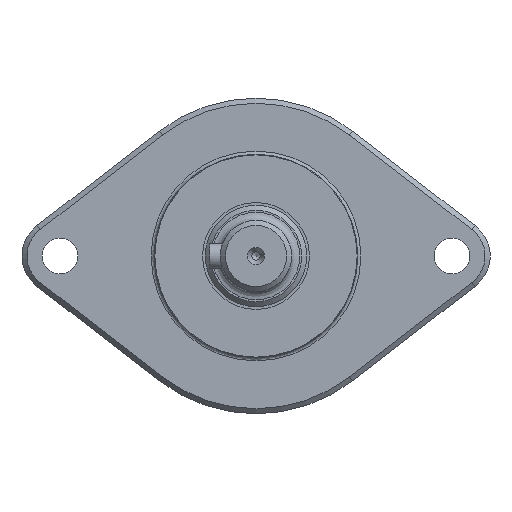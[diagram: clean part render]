
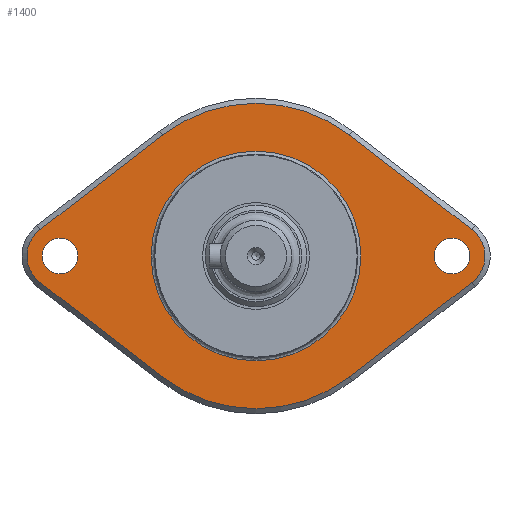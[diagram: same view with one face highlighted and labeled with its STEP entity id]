
A CAD part, left-side view. The second image highlights one B-rep face of the part: STEP entity #1400.
In plain terms, the highlighted planar face has unit normal (-1, 0, 0).
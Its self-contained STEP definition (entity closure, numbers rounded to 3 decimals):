
#1268=CARTESIAN_POINT('',(-174.6,0.,20.6));
#1269=VERTEX_POINT('',#1268);
#1270=CARTESIAN_POINT('',(-174.6,0.,0.));
#1271=DIRECTION('',(-1.0,0.0,0.0));
#1272=DIRECTION('',(0.0,0.0,-1.0));
#1273=AXIS2_PLACEMENT_3D('',#1270,#1271,#1272);
#1274=CIRCLE('',#1273,20.6);
#1275=EDGE_CURVE('',#1269,#1269,#1274,.T.);
#1300=CARTESIAN_POINT('',(-174.6,0.,0.));
#1301=DIRECTION('',(-1.0,0.0,0.0));
#1302=DIRECTION('',(0.0,0.0,1.0));
#1303=AXIS2_PLACEMENT_3D('',#1300,#1301,#1302);
#1304=PLANE('',#1303);
#1305=CARTESIAN_POINT('',(-174.6,42.468,5.149));
#1306=VERTEX_POINT('',#1305);
#1307=CARTESIAN_POINT('',(-174.6,18.312,23.763));
#1308=VERTEX_POINT('',#1307);
#1309=CARTESIAN_POINT('',(-174.6,42.468,5.149));
#1310=DIRECTION('',(0.0,-0.792,0.61));
#1311=VECTOR('',#1310,30.496);
#1312=LINE('',#1309,#1311);
#1313=EDGE_CURVE('',#1306,#1308,#1312,.T.);
#1314=ORIENTED_EDGE('',*,*,#1313,.F.);
#1315=CARTESIAN_POINT('',(-174.6,42.468,-5.149));
#1316=VERTEX_POINT('',#1315);
#1317=CARTESIAN_POINT('',(-174.6,38.5,0.));
#1318=DIRECTION('',(1.,0.,0.));
#1319=DIRECTION('',(0.,0.61,0.792));
#1320=AXIS2_PLACEMENT_3D('',#1317,#1318,#1319);
#1321=CIRCLE('',#1320,6.5);
#1322=EDGE_CURVE('',#1316,#1306,#1321,.T.);
#1323=ORIENTED_EDGE('',*,*,#1322,.F.);
#1324=CARTESIAN_POINT('',(-174.6,18.312,-23.763));
#1325=VERTEX_POINT('',#1324);
#1326=CARTESIAN_POINT('',(-174.6,18.312,-23.763));
#1327=DIRECTION('',(0.0,0.792,0.61));
#1328=VECTOR('',#1327,30.496);
#1329=LINE('',#1326,#1328);
#1330=EDGE_CURVE('',#1325,#1316,#1329,.T.);
#1331=ORIENTED_EDGE('',*,*,#1330,.F.);
#1332=CARTESIAN_POINT('',(-174.6,-18.312,-23.763));
#1333=VERTEX_POINT('',#1332);
#1334=CARTESIAN_POINT('',(-174.6,0.,0.));
#1335=DIRECTION('',(1.0,0.,0.));
#1336=DIRECTION('',(0.,0.61,-0.792));
#1337=AXIS2_PLACEMENT_3D('',#1334,#1335,#1336);
#1338=CIRCLE('',#1337,30.);
#1339=EDGE_CURVE('',#1333,#1325,#1338,.T.);
#1340=ORIENTED_EDGE('',*,*,#1339,.F.);
#1341=CARTESIAN_POINT('',(-174.6,-42.468,-5.149));
#1342=VERTEX_POINT('',#1341);
#1343=CARTESIAN_POINT('',(-174.6,-42.468,-5.149));
#1344=DIRECTION('',(0.0,0.792,-0.61));
#1345=VECTOR('',#1344,30.496);
#1346=LINE('',#1343,#1345);
#1347=EDGE_CURVE('',#1342,#1333,#1346,.T.);
#1348=ORIENTED_EDGE('',*,*,#1347,.F.);
#1349=CARTESIAN_POINT('',(-174.6,-42.468,5.149));
#1350=VERTEX_POINT('',#1349);
#1351=CARTESIAN_POINT('',(-174.6,-38.5,0.));
#1352=DIRECTION('',(1.0,0.,0.));
#1353=DIRECTION('',(0.,-0.61,-0.792));
#1354=AXIS2_PLACEMENT_3D('',#1351,#1352,#1353);
#1355=CIRCLE('',#1354,6.5);
#1356=EDGE_CURVE('',#1350,#1342,#1355,.T.);
#1357=ORIENTED_EDGE('',*,*,#1356,.F.);
#1358=CARTESIAN_POINT('',(-174.6,-18.312,23.763));
#1359=VERTEX_POINT('',#1358);
#1360=CARTESIAN_POINT('',(-174.6,-18.312,23.763));
#1361=DIRECTION('',(0.0,-0.792,-0.61));
#1362=VECTOR('',#1361,30.496);
#1363=LINE('',#1360,#1362);
#1364=EDGE_CURVE('',#1359,#1350,#1363,.T.);
#1365=ORIENTED_EDGE('',*,*,#1364,.F.);
#1366=CARTESIAN_POINT('',(-174.6,0.,0.));
#1367=DIRECTION('',(1.0,0.,0.));
#1368=DIRECTION('',(0.,-0.61,0.792));
#1369=AXIS2_PLACEMENT_3D('',#1366,#1367,#1368);
#1370=CIRCLE('',#1369,30.);
#1371=EDGE_CURVE('',#1308,#1359,#1370,.T.);
#1372=ORIENTED_EDGE('',*,*,#1371,.F.);
#1373=EDGE_LOOP('',(#1314,#1323,#1331,#1340,#1348,#1357,#1365,#1372));
#1374=FACE_OUTER_BOUND('',#1373,.T.);
#1375=CARTESIAN_POINT('',(-174.6,-38.5,3.5));
#1376=VERTEX_POINT('',#1375);
#1377=CARTESIAN_POINT('',(-174.6,-38.5,0.));
#1378=DIRECTION('',(1.0,0.0,0.0));
#1379=DIRECTION('',(0.0,0.0,1.0));
#1380=AXIS2_PLACEMENT_3D('',#1377,#1378,#1379);
#1381=CIRCLE('',#1380,3.5);
#1382=EDGE_CURVE('',#1376,#1376,#1381,.T.);
#1383=ORIENTED_EDGE('',*,*,#1382,.T.);
#1384=EDGE_LOOP('',(#1383));
#1385=FACE_BOUND('',#1384,.T.);
#1386=CARTESIAN_POINT('',(-174.6,38.5,3.5));
#1387=VERTEX_POINT('',#1386);
#1388=CARTESIAN_POINT('',(-174.6,38.5,0.));
#1389=DIRECTION('',(1.0,0.0,0.0));
#1390=DIRECTION('',(0.0,0.0,1.0));
#1391=AXIS2_PLACEMENT_3D('',#1388,#1389,#1390);
#1392=CIRCLE('',#1391,3.5);
#1393=EDGE_CURVE('',#1387,#1387,#1392,.T.);
#1394=ORIENTED_EDGE('',*,*,#1393,.T.);
#1395=EDGE_LOOP('',(#1394));
#1396=FACE_BOUND('',#1395,.T.);
#1397=ORIENTED_EDGE('',*,*,#1275,.F.);
#1398=EDGE_LOOP('',(#1397));
#1399=FACE_BOUND('',#1398,.T.);
#1400=ADVANCED_FACE('',(#1374,#1385,#1396,#1399),#1304,.T.);
